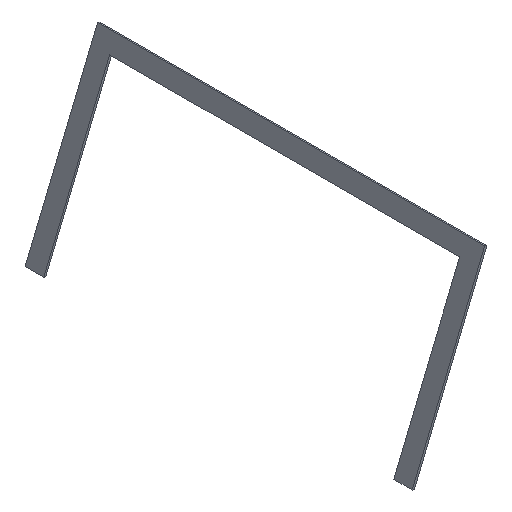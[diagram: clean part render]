
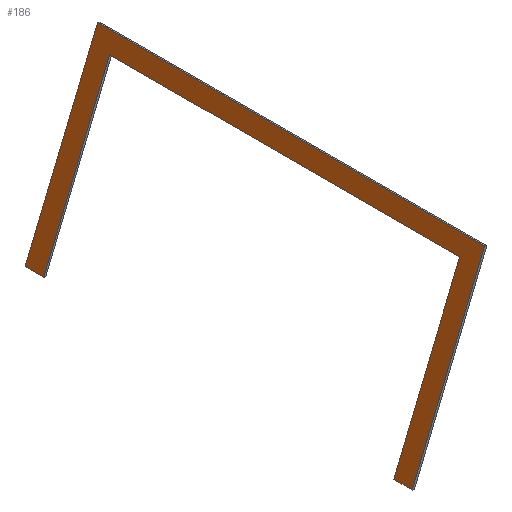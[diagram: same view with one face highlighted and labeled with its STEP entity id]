
A CAD part, isometric view. The second image highlights one B-rep face of the part: STEP entity #186.
In plain terms, the highlighted planar face has unit normal (-0.924, 0, 0.382).
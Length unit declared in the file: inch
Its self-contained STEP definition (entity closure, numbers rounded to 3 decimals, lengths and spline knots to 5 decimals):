
#20=FACE_OUTER_BOUND('',#30,.T.);
#30=EDGE_LOOP('',(#147,#148,#149,#150,#151,#152,#153,#154));
#37=LINE('',#263,#61);
#47=LINE('',#283,#71);
#49=LINE('',#287,#73);
#51=LINE('',#290,#75);
#52=LINE('',#293,#76);
#53=LINE('',#295,#77);
#54=LINE('',#297,#78);
#55=LINE('',#298,#79);
#61=VECTOR('',#215,1.25);
#71=VECTOR('',#229,12.73548);
#73=VECTOR('',#233,26.);
#75=VECTOR('',#237,12.73548);
#76=VECTOR('',#240,1.25);
#77=VECTOR('',#241,11.59355);
#78=VECTOR('',#242,23.5);
#79=VECTOR('',#243,11.59355);
#85=VERTEX_POINT('',#260);
#86=VERTEX_POINT('',#262);
#93=VERTEX_POINT('',#280);
#94=VERTEX_POINT('',#282);
#95=VERTEX_POINT('',#286);
#96=VERTEX_POINT('',#292);
#97=VERTEX_POINT('',#294);
#98=VERTEX_POINT('',#296);
#101=EDGE_CURVE('',#85,#86,#37,.T.);
#111=EDGE_CURVE('',#94,#93,#47,.T.);
#113=EDGE_CURVE('',#94,#95,#49,.T.);
#115=EDGE_CURVE('',#85,#95,#51,.T.);
#116=EDGE_CURVE('',#93,#96,#52,.T.);
#117=EDGE_CURVE('',#96,#97,#53,.T.);
#118=EDGE_CURVE('',#97,#98,#54,.T.);
#119=EDGE_CURVE('',#98,#86,#55,.T.);
#147=ORIENTED_EDGE('',*,*,#111,.T.);
#148=ORIENTED_EDGE('',*,*,#116,.T.);
#149=ORIENTED_EDGE('',*,*,#117,.T.);
#150=ORIENTED_EDGE('',*,*,#118,.T.);
#151=ORIENTED_EDGE('',*,*,#119,.T.);
#152=ORIENTED_EDGE('',*,*,#101,.F.);
#153=ORIENTED_EDGE('',*,*,#115,.T.);
#154=ORIENTED_EDGE('',*,*,#113,.F.);
#176=PLANE('',#204);
#186=ADVANCED_FACE('',(#20),#176,.T.);
#204=AXIS2_PLACEMENT_3D('',#291,#238,#239);
#215=DIRECTION('',(0.,1.,0.));
#229=DIRECTION('',(-0.382,0.,-0.924));
#233=DIRECTION('',(0.,-1.,0.));
#237=DIRECTION('',(0.382,0.,0.924));
#238=DIRECTION('center_axis',(-0.924,0.,0.382));
#239=DIRECTION('ref_axis',(0.,1.,0.));
#240=DIRECTION('',(0.,-1.,0.));
#241=DIRECTION('',(0.382,0.,0.924));
#242=DIRECTION('',(0.,-1.,0.));
#243=DIRECTION('',(-0.382,0.,-0.924));
#260=CARTESIAN_POINT('',(-21.13861,-113.,55.05734));
#262=CARTESIAN_POINT('',(-21.13861,-111.75,55.05734));
#263=CARTESIAN_POINT('',(-21.13861,-113.,55.05734));
#280=CARTESIAN_POINT('',(-21.13861,-87.,55.05734));
#282=CARTESIAN_POINT('',(-16.26998,-87.,66.82547));
#283=CARTESIAN_POINT('',(-16.26998,-87.,66.82547));
#286=CARTESIAN_POINT('',(-16.26998,-113.,66.82547));
#287=CARTESIAN_POINT('',(-16.26998,-87.,66.82547));
#290=CARTESIAN_POINT('',(-21.13861,-113.,55.05734));
#291=CARTESIAN_POINT('Origin',(-18.70478,-100.00098,60.94022));
#292=CARTESIAN_POINT('',(-21.13861,-88.25,55.05734));
#293=CARTESIAN_POINT('',(-21.13861,-87.,55.05734));
#294=CARTESIAN_POINT('',(-16.70652,-88.25,65.77028));
#295=CARTESIAN_POINT('',(-21.13861,-88.25,55.05734));
#296=CARTESIAN_POINT('',(-16.70652,-111.75,65.77028));
#297=CARTESIAN_POINT('',(-16.70652,-88.25,65.77028));
#298=CARTESIAN_POINT('',(-16.70652,-111.75,65.77028));
